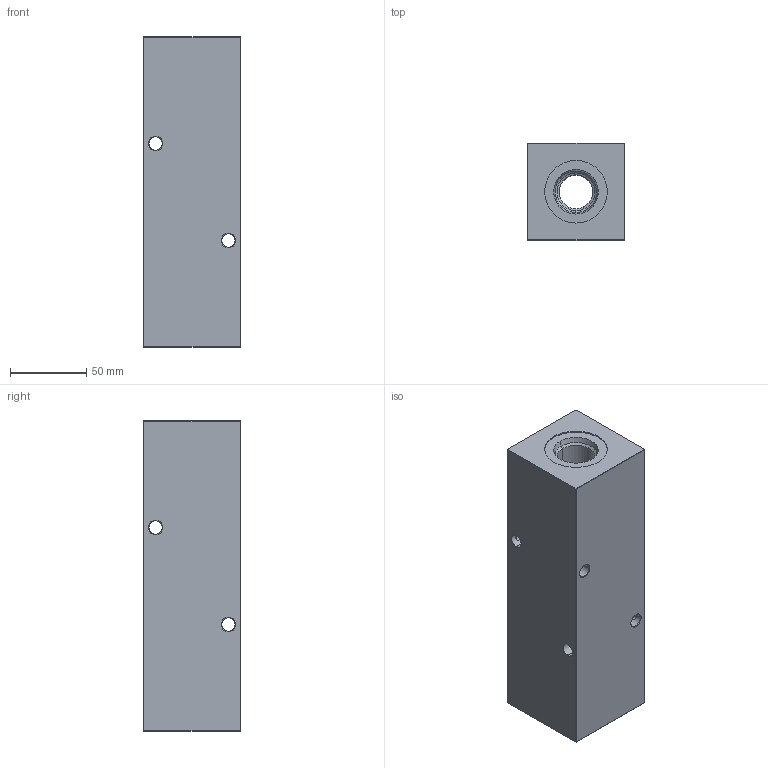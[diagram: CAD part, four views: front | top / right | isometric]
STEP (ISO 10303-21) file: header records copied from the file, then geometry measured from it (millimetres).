
FILE_DESCRIPTION (( 'STEP AP203' ), '1' );
FILE_NAME ('HM-3-0-S-12-12.STEP', '2020-10-23T20:39:22', ( '' ), ( '' ), 'SwSTEP 2.0', 'SolidWorks 2019', '' );
FILE_SCHEMA (( 'CONFIG_CONTROL_DESIGN' ));
Length unit declared in the file: inch
Products named in the file (1): HM-3-0-S-12-12
Bounding box: 63.5 x 63.5 x 203.2 mm (x, y, z)
Volume: 683222.2 mm3; surface area: 81625.4 mm2
Topology: 1 solids, 1 shells, 532 faces, 1397 edges, 908 vertices
Faces by surface type: plane 242, bspline 194, cone 49, cylinder 47
Entity records: 25692 total; most frequent: CARTESIAN_POINT 13836, ORIENTED_EDGE 2794, DIRECTION 1759, EDGE_CURVE 1397, VERTEX_POINT 908, LINE 833, VECTOR 833, EDGE_LOOP 593
